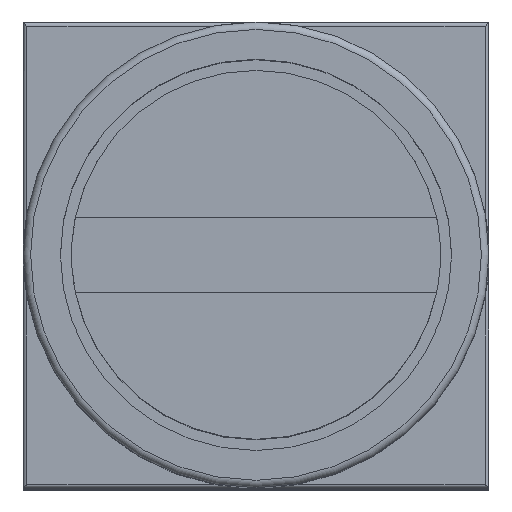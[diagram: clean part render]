
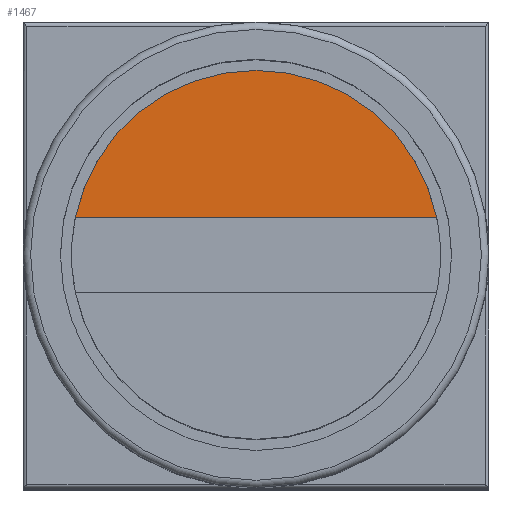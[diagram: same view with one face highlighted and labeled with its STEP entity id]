
A CAD part, top view. The second image highlights one B-rep face of the part: STEP entity #1467.
In plain terms, the highlighted planar face has unit normal (0, 0, 1).
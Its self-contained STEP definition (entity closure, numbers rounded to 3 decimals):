
#13=DIRECTION('',(0.,0.,1.));
#35=DIRECTION('',(1.,0.,0.));
#152=DIRECTION('',(-1.,0.,0.));
#160=VECTOR('',#152,1.);
#1247=DIRECTION('',(0.,0.,1.));
#1248=DIRECTION('',(0.,1.,0.));
#1339=AXIS2_PLACEMENT_3D('',#1340,#13,#35);
#1340=CARTESIAN_POINT('',(5.08,0.,35.1));
#1341=PLANE('',#1342);
#1342=AXIS2_PLACEMENT_3D('',#1343,#1247,#1248);
#1343=CARTESIAN_POINT('',(5.08,0.,35.1));
#1390=VERTEX_POINT('',#1391);
#1391=CARTESIAN_POINT('',(9.928,1.,35.1));
#1394=ORIENTED_EDGE('',*,*,#1395,.T.);
#1395=EDGE_CURVE('',#1390,#1396,#1398,.T.);
#1396=VERTEX_POINT('',#1397);
#1397=CARTESIAN_POINT('',(0.232,1.,35.1));
#1398=CIRCLE('',#1339,4.95);
#1459=ORIENTED_EDGE('',*,*,#1460,.F.);
#1460=EDGE_CURVE('',#1390,#1396,#1461,.T.);
#1461=LINE('',#1462,#160);
#1462=CARTESIAN_POINT('',(10.08,1.,35.1));
#1467=ADVANCED_FACE('',(#1468),#1341,.T.);
#1468=FACE_BOUND('',#1469,.T.);
#1469=EDGE_LOOP('',(#1459,#1394));
